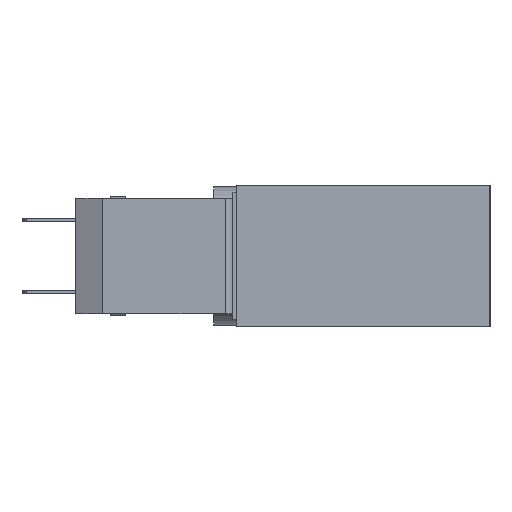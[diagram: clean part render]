
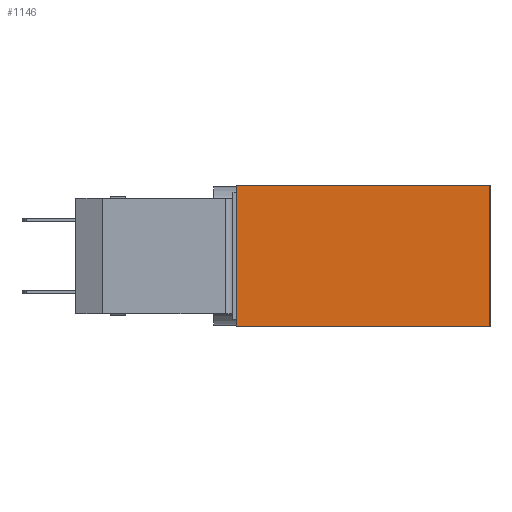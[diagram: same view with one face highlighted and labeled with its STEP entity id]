
A CAD part, left-side view. The second image highlights one B-rep face of the part: STEP entity #1146.
In plain terms, the highlighted planar face has unit normal (-1, 0, 0).
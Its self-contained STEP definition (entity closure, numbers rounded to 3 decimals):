
#1050=CARTESIAN_POINT('',(-46.5,-17.0,9.25));
#1051=VERTEX_POINT('',#1050);
#1052=CARTESIAN_POINT('',(-46.5,-17.,-9.25));
#1053=VERTEX_POINT('',#1052);
#1054=CARTESIAN_POINT('',(-46.5,-17.0,9.25));
#1055=DIRECTION('',(0.0,0.0,-1.0));
#1056=VECTOR('',#1055,18.5);
#1057=LINE('',#1054,#1056);
#1058=EDGE_CURVE('',#1051,#1053,#1057,.T.);
#1116=CARTESIAN_POINT('',(-46.5,-0.5,0.));
#1117=DIRECTION('',(1.0,0.0,0.0));
#1118=DIRECTION('',(0.0,0.0,-1.0));
#1119=AXIS2_PLACEMENT_3D('',#1116,#1117,#1118);
#1120=PLANE('',#1119);
#1121=ORIENTED_EDGE('',*,*,#1058,.F.);
#1122=CARTESIAN_POINT('',(-46.5,16.0,9.25));
#1123=VERTEX_POINT('',#1122);
#1124=CARTESIAN_POINT('',(-46.5,16.0,9.25));
#1125=DIRECTION('',(0.0,-1.0,0.0));
#1126=VECTOR('',#1125,33.0);
#1127=LINE('',#1124,#1126);
#1128=EDGE_CURVE('',#1123,#1051,#1127,.T.);
#1129=ORIENTED_EDGE('',*,*,#1128,.F.);
#1130=CARTESIAN_POINT('',(-46.5,16.0,-9.25));
#1131=VERTEX_POINT('',#1130);
#1132=CARTESIAN_POINT('',(-46.5,16.0,-9.25));
#1133=DIRECTION('',(0.0,0.0,1.0));
#1134=VECTOR('',#1133,18.5);
#1135=LINE('',#1132,#1134);
#1136=EDGE_CURVE('',#1131,#1123,#1135,.T.);
#1137=ORIENTED_EDGE('',*,*,#1136,.F.);
#1138=CARTESIAN_POINT('',(-46.5,-17.,-9.25));
#1139=DIRECTION('',(0.0,1.0,0.0));
#1140=VECTOR('',#1139,33.0);
#1141=LINE('',#1138,#1140);
#1142=EDGE_CURVE('',#1053,#1131,#1141,.T.);
#1143=ORIENTED_EDGE('',*,*,#1142,.F.);
#1144=EDGE_LOOP('',(#1121,#1129,#1137,#1143));
#1145=FACE_OUTER_BOUND('',#1144,.T.);
#1146=ADVANCED_FACE('',(#1145),#1120,.F.);
